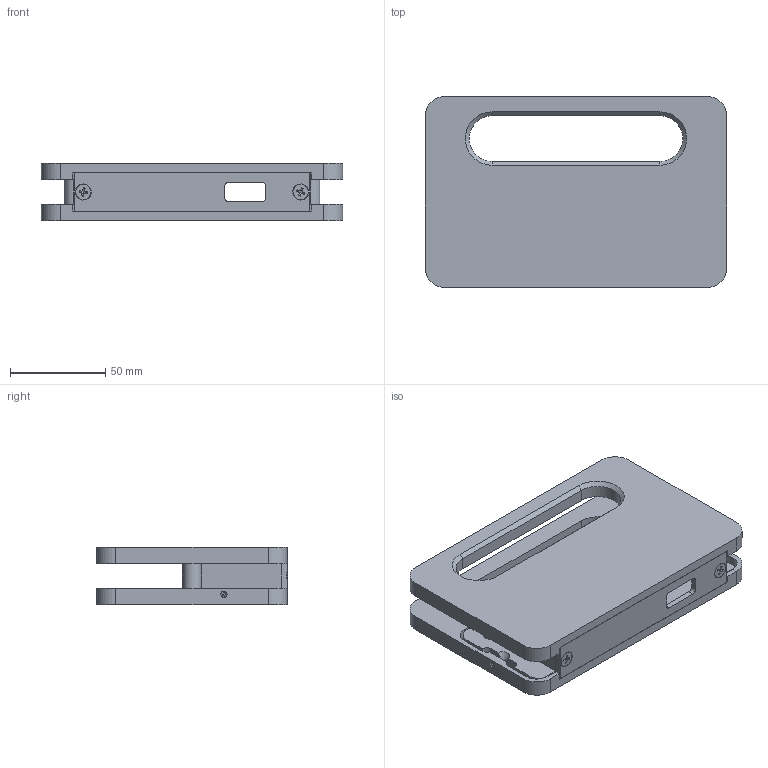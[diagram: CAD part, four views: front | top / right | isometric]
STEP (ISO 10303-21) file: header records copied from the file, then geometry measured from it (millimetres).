
FILE_DESCRIPTION(/* description */ (''),/* implementation_level */ '2;1');
FILE_NAME(/* name */ '102950G.stp',/* time_stamp */ '2019-08-14T14:26:54+02:00',/* author */ ('Marc'),/* organization */ (''),/* preprocessor_version */ 'ST-DEVELOPER v17.2',/* originating_system */ 'Autodesk Inventor 2019',/* authorisation */ '');
FILE_SCHEMA (('AUTOMOTIVE_DESIGN { 1 0 10303 214 3 1 1 }'));
Length unit declared in the file: millimetre
Products named in the file (10): 102950; 102950G-5; 102950G-4; 102950G-3; 102950G-1; 102950G-2; VIS_FZ_M4x10_ISO7046-1; VIS_FZ_M4x6_ISO7046-1; Vis_FZ_M5x14_ISO7046-1; Vis_sans_tête_HC_M4x6
Assembly tree (15 placements, depth 2):
  102950
    102950G-5
    102950G-4
    102950G-3
    102950G-1
    102950G-2  x2
    VIS_FZ_M4x10_ISO7046-1  x4
    VIS_FZ_M4x6_ISO7046-1  x2
    Vis_FZ_M5x14_ISO7046-1  x2
    Vis_sans_tête_HC_M4x6
Bounding box: 158 x 100 x 30 mm (x, y, z)
Volume: 236331.8 mm3; surface area: 101440.3 mm2
Topology: 15 solids, 15 shells, 543 faces, 1542 edges, 1029 vertices
Faces by surface type: plane 259, cylinder 148, cone 88, torus 48
Full cylindrical faces by diameter (mm): 3.242 x7, 3.537 x6, 4 x7, 4.134 x2, 4.398 x2, 4.5 x6, 5 x4, 5.3 x2, 8.4 x6, 8.5 x8, 9.3 x2
Entity records: 10267 total; most frequent: CARTESIAN_POINT 2238, ORIENTED_EDGE 1640, DIRECTION 1613, EDGE_CURVE 820, AXIS2_PLACEMENT_3D 601, VERTEX_POINT 554, LINE 411, VECTOR 411
